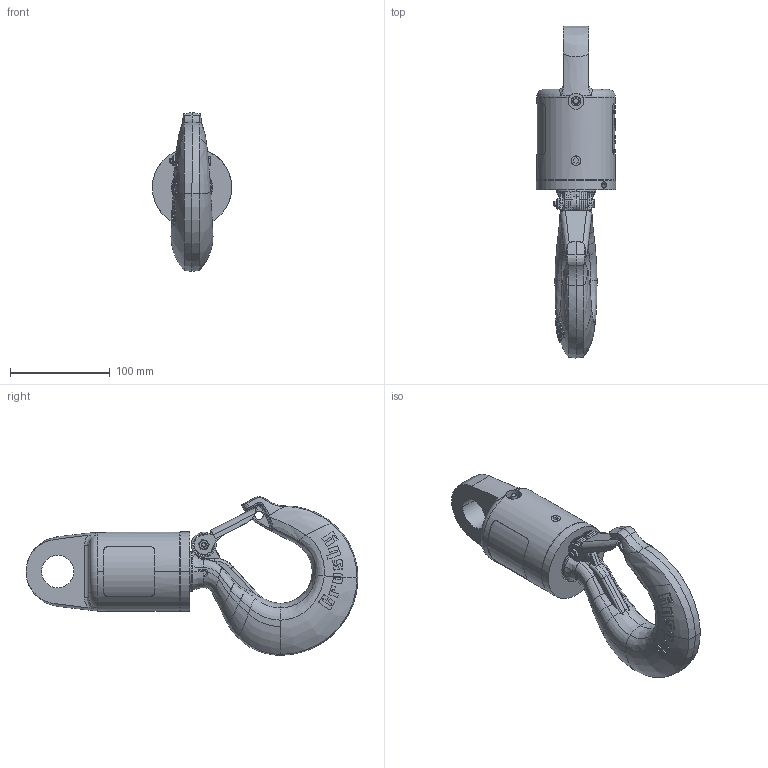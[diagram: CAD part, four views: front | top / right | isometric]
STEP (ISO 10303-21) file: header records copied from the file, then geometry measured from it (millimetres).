
FILE_DESCRIPTION((''),'2;1');
FILE_NAME('CROSBY_SWIVEL_05-S-6_297265','2008-07-24T',('adoughty'),('The Crosby Group, Inc.'),'PRO/ENGINEER BY PARAMETRIC TECHNOLOGY CORPORATION, 2005070','PRO/ENGINEER BY PARAMETRIC TECHNOLOGY CORPORATION, 2005070','');
FILE_SCHEMA(('CONFIG_CONTROL_DESIGN'));
Products named in the file (1): CROSBY_SWIVEL_05-S-6_297265
Bounding box: 79.5 x 332.92 x 159.21 mm (x, y, z)
Volume: 854046.2 mm3; surface area: 134876.5 mm2
Topology: 2 solids, 2 shells, 1349 faces, 3660 edges, 2360 vertices
Faces by surface type: plane 882, bspline 169, cylinder 160, torus 63, extrusion 37, cone 36, sphere 2
Entity records: 55274 total; most frequent: CARTESIAN_POINT 23963, ORIENTED_EDGE 7312, DIRECTION 5305, EDGE_CURVE 3656, VERTEX_POINT 2360, AXIS2_PLACEMENT_3D 1900, VECTOR 1505, LINE 1468
